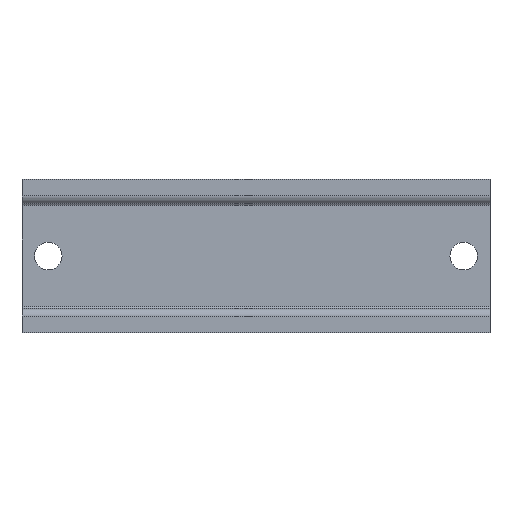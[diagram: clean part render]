
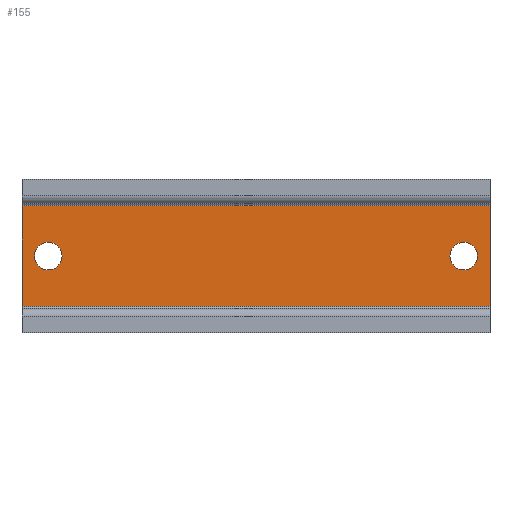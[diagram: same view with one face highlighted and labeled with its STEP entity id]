
A CAD part, top view. The second image highlights one B-rep face of the part: STEP entity #155.
In plain terms, the highlighted planar face has unit normal (0, 0, 1).
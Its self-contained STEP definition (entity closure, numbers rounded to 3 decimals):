
#39=AXIS2_PLACEMENT_3D('Circle Axis2P3D',#37,#38,$) ;
#79=AXIS2_PLACEMENT_3D('Circle Axis2P3D',#77,#78,$) ;
#97=AXIS2_PLACEMENT_3D('Plane Axis2P3D',#94,#95,#96) ;
#139=AXIS2_PLACEMENT_3D('Circle Axis2P3D',#137,#138,$) ;
#148=AXIS2_PLACEMENT_3D('Circle Axis2P3D',#146,#147,$) ;
#37=CARTESIAN_POINT('Axis2P3D Location',(6.,17.5,1.5)) ;
#41=CARTESIAN_POINT('Vertex',(6.,20.65,1.5)) ;
#43=CARTESIAN_POINT('Vertex',(6.,14.35,1.5)) ;
#77=CARTESIAN_POINT('Axis2P3D Location',(6.,17.5,1.5)) ;
#94=CARTESIAN_POINT('Axis2P3D Location',(0.,29.,1.5)) ;
#99=CARTESIAN_POINT('Line Origine',(53.5,29.,1.5)) ;
#103=CARTESIAN_POINT('Vertex',(0.,29.,1.5)) ;
#105=CARTESIAN_POINT('Vertex',(107.,29.,1.5)) ;
#108=CARTESIAN_POINT('Line Origine',(0.,17.5,1.5)) ;
#112=CARTESIAN_POINT('Vertex',(0.,6.,1.5)) ;
#115=CARTESIAN_POINT('Line Origine',(53.5,6.,1.5)) ;
#119=CARTESIAN_POINT('Vertex',(107.,6.,1.5)) ;
#122=CARTESIAN_POINT('Line Origine',(107.,17.5,1.5)) ;
#137=CARTESIAN_POINT('Axis2P3D Location',(101.,17.5,1.5)) ;
#141=CARTESIAN_POINT('Vertex',(101.,14.35,1.5)) ;
#143=CARTESIAN_POINT('Vertex',(101.,20.65,1.5)) ;
#146=CARTESIAN_POINT('Axis2P3D Location',(101.,17.5,1.5)) ;
#38=DIRECTION('Axis2P3D Direction',(0.,0.,1.)) ;
#78=DIRECTION('Axis2P3D Direction',(0.,0.,1.)) ;
#95=DIRECTION('Axis2P3D Direction',(-0.,0.,1.)) ;
#96=DIRECTION('Axis2P3D XDirection',(0.,-1.,0.)) ;
#100=DIRECTION('Vector Direction',(1.,0.,0.)) ;
#109=DIRECTION('Vector Direction',(0.,-1.,0.)) ;
#116=DIRECTION('Vector Direction',(1.,0.,0.)) ;
#123=DIRECTION('Vector Direction',(0.,-1.,0.)) ;
#138=DIRECTION('Axis2P3D Direction',(-0.,0.,1.)) ;
#147=DIRECTION('Axis2P3D Direction',(-0.,0.,1.)) ;
#101=VECTOR('Line Direction',#100,1.) ;
#110=VECTOR('Line Direction',#109,1.) ;
#117=VECTOR('Line Direction',#116,1.) ;
#124=VECTOR('Line Direction',#123,1.) ;
#128=ORIENTED_EDGE('',*,*,#107,.F.) ;
#129=ORIENTED_EDGE('',*,*,#114,.T.) ;
#130=ORIENTED_EDGE('',*,*,#121,.T.) ;
#131=ORIENTED_EDGE('',*,*,#126,.F.) ;
#134=ORIENTED_EDGE('',*,*,#81,.F.) ;
#135=ORIENTED_EDGE('',*,*,#45,.F.) ;
#152=ORIENTED_EDGE('',*,*,#145,.F.) ;
#153=ORIENTED_EDGE('',*,*,#150,.F.) ;
#136=FACE_BOUND('',#133,.T.) ;
#154=FACE_BOUND('',#151,.T.) ;
#155=ADVANCED_FACE('Rail',(#132,#136,#154),#98,.T.) ;
#40=CIRCLE('generated circle',#39,3.15) ;
#80=CIRCLE('generated circle',#79,3.15) ;
#140=CIRCLE('generated circle',#139,3.15) ;
#149=CIRCLE('generated circle',#148,3.15) ;
#45=EDGE_CURVE('',#42,#44,#40,.T.) ;
#81=EDGE_CURVE('',#44,#42,#80,.T.) ;
#107=EDGE_CURVE('',#104,#106,#102,.T.) ;
#114=EDGE_CURVE('',#104,#113,#111,.T.) ;
#121=EDGE_CURVE('',#113,#120,#118,.T.) ;
#126=EDGE_CURVE('',#106,#120,#125,.T.) ;
#145=EDGE_CURVE('',#142,#144,#140,.T.) ;
#150=EDGE_CURVE('',#144,#142,#149,.T.) ;
#127=EDGE_LOOP('',(#128,#129,#130,#131)) ;
#133=EDGE_LOOP('',(#134,#135)) ;
#151=EDGE_LOOP('',(#152,#153)) ;
#132=FACE_OUTER_BOUND('',#127,.T.) ;
#102=LINE('Line',#99,#101) ;
#111=LINE('Line',#108,#110) ;
#118=LINE('Line',#115,#117) ;
#125=LINE('Line',#122,#124) ;
#98=PLANE('',#97) ;
#42=VERTEX_POINT('',#41) ;
#44=VERTEX_POINT('',#43) ;
#104=VERTEX_POINT('',#103) ;
#106=VERTEX_POINT('',#105) ;
#113=VERTEX_POINT('',#112) ;
#120=VERTEX_POINT('',#119) ;
#142=VERTEX_POINT('',#141) ;
#144=VERTEX_POINT('',#143) ;
